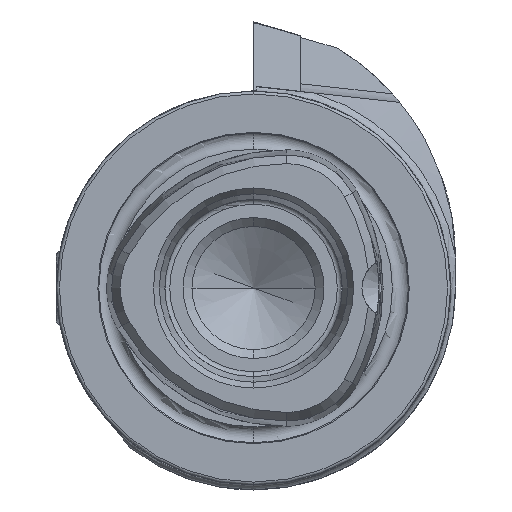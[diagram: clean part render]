
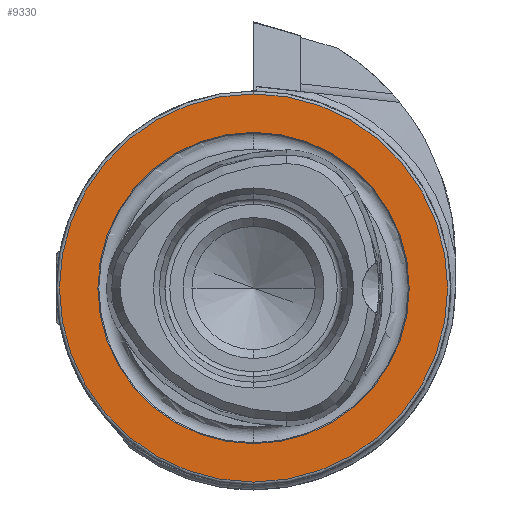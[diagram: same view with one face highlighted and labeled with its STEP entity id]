
A CAD part, left-side view. The second image highlights one B-rep face of the part: STEP entity #9330.
In plain terms, the highlighted planar face has unit normal (-1, 0, 0).
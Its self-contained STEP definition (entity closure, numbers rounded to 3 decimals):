
#259 = DIRECTION ( 'NONE',  ( 1., 0., 0. ) ) ;
#536 = EDGE_CURVE ( 'NONE', #5046, #12059, #9336, .T. ) ;
#893 = AXIS2_PLACEMENT_3D ( 'NONE', #8100, #8150, #1721 ) ;
#1033 = AXIS2_PLACEMENT_3D ( 'NONE', #7877, #12063, #3589 ) ;
#1125 = CIRCLE ( 'NONE', #893, 15.8 ) ;
#1235 = CARTESIAN_POINT ( 'NONE',  ( 0., 15.8, 0. ) ) ;
#1393 = ORIENTED_EDGE ( 'NONE', *, *, #9552, .T. ) ;
#1448 = ORIENTED_EDGE ( 'NONE', *, *, #536, .T. ) ;
#1685 = CARTESIAN_POINT ( 'NONE',  ( 0., 0., -19.7 ) ) ;
#1721 = DIRECTION ( 'NONE',  ( 0., 0., 1. ) ) ;
#2332 = ORIENTED_EDGE ( 'NONE', *, *, #12863, .F. ) ;
#2907 = CIRCLE ( 'NONE', #4621, 19.7 ) ;
#3083 = VERTEX_POINT ( 'NONE', #8379 ) ;
#3589 = DIRECTION ( 'NONE',  ( 0., 0., 1. ) ) ;
#3614 = VERTEX_POINT ( 'NONE', #13318 ) ;
#3854 = DIRECTION ( 'NONE',  ( 0., 0., 1. ) ) ;
#4572 = DIRECTION ( 'NONE',  ( 0., 0., 1. ) ) ;
#4621 = AXIS2_PLACEMENT_3D ( 'NONE', #13543, #10442, #3854 ) ;
#4706 = AXIS2_PLACEMENT_3D ( 'NONE', #1235, #259, #8761 ) ;
#4745 = AXIS2_PLACEMENT_3D ( 'NONE', #6644, #10987, #4572 ) ;
#5046 = VERTEX_POINT ( 'NONE', #1685 ) ;
#5072 = CARTESIAN_POINT ( 'NONE',  ( 0., 0., 19.7 ) ) ;
#5328 = ORIENTED_EDGE ( 'NONE', *, *, #6581, .F. ) ;
#6228 = CIRCLE ( 'NONE', #1033, 15.8 ) ;
#6581 = EDGE_CURVE ( 'NONE', #3614, #3083, #1125, .T. ) ;
#6644 = CARTESIAN_POINT ( 'NONE',  ( 0., 0., 0. ) ) ;
#6924 = FACE_BOUND ( 'NONE', #9391, .T. ) ;
#7754 = FACE_OUTER_BOUND ( 'NONE', #13257, .T. ) ;
#7877 = CARTESIAN_POINT ( 'NONE',  ( 0., 0., 0. ) ) ;
#8100 = CARTESIAN_POINT ( 'NONE',  ( 0., 0., 0. ) ) ;
#8150 = DIRECTION ( 'NONE',  ( -1., 0., 0. ) ) ;
#8379 = CARTESIAN_POINT ( 'NONE',  ( 0., 0., 15.8 ) ) ;
#8761 = DIRECTION ( 'NONE',  ( 0., 0., -1. ) ) ;
#9330 = ADVANCED_FACE ( 'NONE', ( #6924, #7754 ), #13198, .F. ) ;
#9336 = CIRCLE ( 'NONE', #4745, 19.7 ) ;
#9391 = EDGE_LOOP ( 'NONE', ( #2332, #5328 ) ) ;
#9552 = EDGE_CURVE ( 'NONE', #12059, #5046, #2907, .T. ) ;
#10442 = DIRECTION ( 'NONE',  ( -1., 0., 0. ) ) ;
#10987 = DIRECTION ( 'NONE',  ( -1., 0., 0. ) ) ;
#12059 = VERTEX_POINT ( 'NONE', #5072 ) ;
#12063 = DIRECTION ( 'NONE',  ( -1., 0., 0. ) ) ;
#12863 = EDGE_CURVE ( 'NONE', #3083, #3614, #6228, .T. ) ;
#13198 = PLANE ( 'NONE',  #4706 ) ;
#13257 = EDGE_LOOP ( 'NONE', ( #1393, #1448 ) ) ;
#13318 = CARTESIAN_POINT ( 'NONE',  ( 0., 0., -15.8 ) ) ;
#13543 = CARTESIAN_POINT ( 'NONE',  ( 0., 0., 0. ) ) ;
